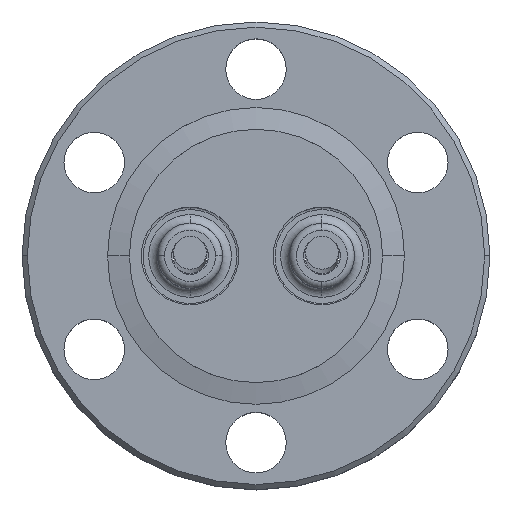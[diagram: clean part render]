
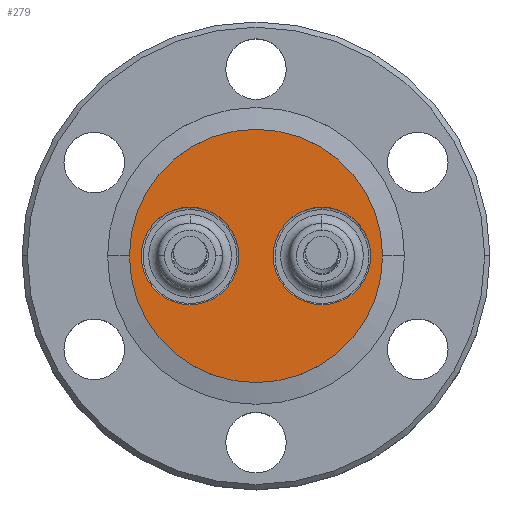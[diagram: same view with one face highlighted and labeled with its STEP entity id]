
A CAD part, top view. The second image highlights one B-rep face of the part: STEP entity #279.
In plain terms, the highlighted planar face has unit normal (0, 0, 1).
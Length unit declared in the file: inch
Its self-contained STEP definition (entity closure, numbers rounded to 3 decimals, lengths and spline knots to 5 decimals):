
#72 = DIRECTION ( 'NONE',  ( 1., 0., 0. ) ) ;
#108 = DIRECTION ( 'NONE',  ( 1., 0., 0. ) ) ;
#208 = VERTEX_POINT ( 'NONE', #524 ) ;
#225 = CIRCLE ( 'NONE', #2271, 0.1385 ) ;
#244 = EDGE_LOOP ( 'NONE', ( #1836, #2204 ) ) ;
#279 = ADVANCED_FACE ( 'NONE', ( #847, #2522, #3098 ), #1360, .T. ) ;
#292 = EDGE_LOOP ( 'NONE', ( #393, #1309 ) ) ;
#372 = CARTESIAN_POINT ( 'NONE',  ( -0.1875, 0., 0.234 ) ) ;
#380 = AXIS2_PLACEMENT_3D ( 'NONE', #3431, #1706, #3725 ) ;
#393 = ORIENTED_EDGE ( 'NONE', *, *, #1924, .T. ) ;
#443 = ORIENTED_EDGE ( 'NONE', *, *, #1818, .T. ) ;
#524 = CARTESIAN_POINT ( 'NONE',  ( 0.36, 0., 0.234 ) ) ;
#676 = DIRECTION ( 'NONE',  ( 1., 0., 0. ) ) ;
#707 = CIRCLE ( 'NONE', #1395, 0.36 ) ;
#834 = CARTESIAN_POINT ( 'NONE',  ( 0., 0., 0.234 ) ) ;
#847 = FACE_BOUND ( 'NONE', #2476, .T. ) ;
#943 = CIRCLE ( 'NONE', #3369, 0.1385 ) ;
#957 = EDGE_CURVE ( 'NONE', #1870, #2489, #943, .T. ) ;
#1014 = CARTESIAN_POINT ( 'NONE',  ( -0.36, 0., 0.234 ) ) ;
#1128 = DIRECTION ( 'NONE',  ( 1., 0., 0. ) ) ;
#1156 = CARTESIAN_POINT ( 'NONE',  ( 0., 0., 0.234 ) ) ;
#1165 = CARTESIAN_POINT ( 'NONE',  ( -0.326, 0., 0.234 ) ) ;
#1309 = ORIENTED_EDGE ( 'NONE', *, *, #1852, .T. ) ;
#1360 = PLANE ( 'NONE',  #2498 ) ;
#1395 = AXIS2_PLACEMENT_3D ( 'NONE', #834, #2884, #1128 ) ;
#1414 = EDGE_CURVE ( 'NONE', #2753, #3636, #1806, .T. ) ;
#1418 = CARTESIAN_POINT ( 'NONE',  ( 0.049, 0., 0.234 ) ) ;
#1434 = EDGE_CURVE ( 'NONE', #3636, #2753, #225, .T. ) ;
#1435 = CARTESIAN_POINT ( 'NONE',  ( 0.326, 0., 0.234 ) ) ;
#1454 = DIRECTION ( 'NONE',  ( 1., 0., 0. ) ) ;
#1661 = ORIENTED_EDGE ( 'NONE', *, *, #957, .T. ) ;
#1679 = AXIS2_PLACEMENT_3D ( 'NONE', #372, #2443, #676 ) ;
#1706 = DIRECTION ( 'NONE',  ( 0., 0., -1. ) ) ;
#1806 = CIRCLE ( 'NONE', #1679, 0.1385 ) ;
#1818 = EDGE_CURVE ( 'NONE', #2489, #1870, #3037, .T. ) ;
#1836 = ORIENTED_EDGE ( 'NONE', *, *, #1414, .T. ) ;
#1852 = EDGE_CURVE ( 'NONE', #2321, #208, #707, .T. ) ;
#1864 = DIRECTION ( 'NONE',  ( 0., 0., -1. ) ) ;
#1870 = VERTEX_POINT ( 'NONE', #1435 ) ;
#1895 = DIRECTION ( 'NONE',  ( 0., 0., -1. ) ) ;
#1924 = EDGE_CURVE ( 'NONE', #208, #2321, #2777, .T. ) ;
#2204 = ORIENTED_EDGE ( 'NONE', *, *, #1434, .T. ) ;
#2271 = AXIS2_PLACEMENT_3D ( 'NONE', #3590, #1864, #72 ) ;
#2321 = VERTEX_POINT ( 'NONE', #1014 ) ;
#2366 = AXIS2_PLACEMENT_3D ( 'NONE', #1156, #3195, #1454 ) ;
#2443 = DIRECTION ( 'NONE',  ( 0., 0., -1. ) ) ;
#2476 = EDGE_LOOP ( 'NONE', ( #1661, #443 ) ) ;
#2489 = VERTEX_POINT ( 'NONE', #1418 ) ;
#2498 = AXIS2_PLACEMENT_3D ( 'NONE', #3579, #3501, #3402 ) ;
#2522 = FACE_OUTER_BOUND ( 'NONE', #292, .T. ) ;
#2753 = VERTEX_POINT ( 'NONE', #3747 ) ;
#2777 = CIRCLE ( 'NONE', #2366, 0.36 ) ;
#2884 = DIRECTION ( 'NONE',  ( 0., 0., 1. ) ) ;
#3037 = CIRCLE ( 'NONE', #380, 0.1385 ) ;
#3098 = FACE_BOUND ( 'NONE', #244, .T. ) ;
#3195 = DIRECTION ( 'NONE',  ( 0., 0., 1. ) ) ;
#3369 = AXIS2_PLACEMENT_3D ( 'NONE', #3624, #1895, #108 ) ;
#3402 = DIRECTION ( 'NONE',  ( 1., 0., 0. ) ) ;
#3431 = CARTESIAN_POINT ( 'NONE',  ( 0.1875, 0., 0.234 ) ) ;
#3501 = DIRECTION ( 'NONE',  ( 0., 0., 1. ) ) ;
#3579 = CARTESIAN_POINT ( 'NONE',  ( -0.36, 0., 0.234 ) ) ;
#3590 = CARTESIAN_POINT ( 'NONE',  ( -0.1875, 0., 0.234 ) ) ;
#3624 = CARTESIAN_POINT ( 'NONE',  ( 0.1875, 0., 0.234 ) ) ;
#3636 = VERTEX_POINT ( 'NONE', #1165 ) ;
#3725 = DIRECTION ( 'NONE',  ( 1., 0., 0. ) ) ;
#3747 = CARTESIAN_POINT ( 'NONE',  ( -0.049, 0., 0.234 ) ) ;
